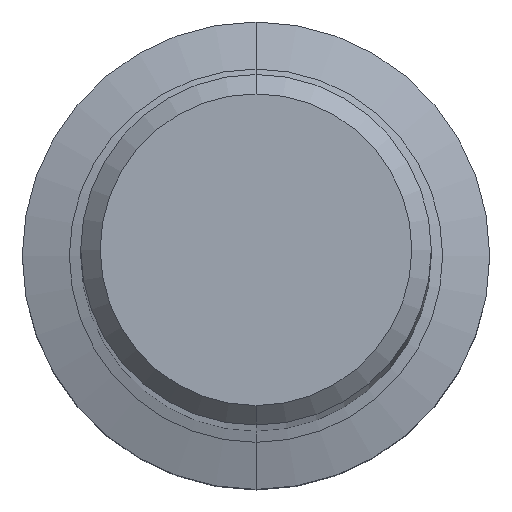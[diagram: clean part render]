
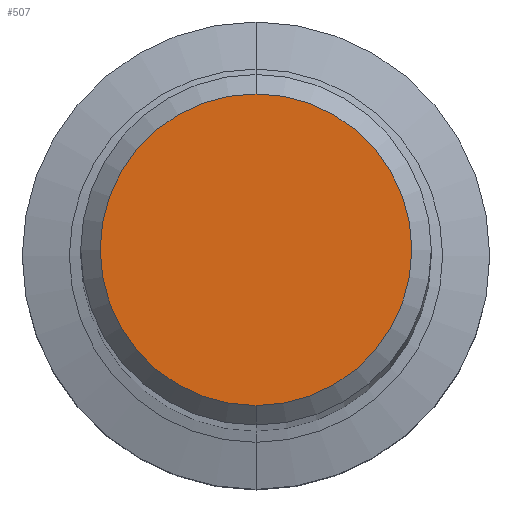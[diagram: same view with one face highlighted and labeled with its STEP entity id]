
A CAD part, top view. The second image highlights one B-rep face of the part: STEP entity #507.
In plain terms, the highlighted planar face has unit normal (0, 0, 1).
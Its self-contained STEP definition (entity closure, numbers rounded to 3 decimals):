
#281=VERTEX_POINT('',#643);
#411=EDGE_CURVE('',#281,#529,#791,.T.);
#471=EDGE_CURVE('',#529,#281,#857,.T.);
#507=ADVANCED_FACE('',(#897),#898,.T.);
#529=VERTEX_POINT('',#921);
#643=CARTESIAN_POINT('',(0.,-4.0,0.0));
#791=CIRCLE('',#1381,4.0);
#857=CIRCLE('',#1464,4.0);
#897=FACE_OUTER_BOUND('',#1542,.T.);
#898=PLANE('',#1543);
#921=CARTESIAN_POINT('',(0.0,4.0,0.0));
#1381=AXIS2_PLACEMENT_3D('',#1928,#1929,#1930);
#1464=AXIS2_PLACEMENT_3D('',#2014,#2015,#2016);
#1542=EDGE_LOOP('',(#2068,#2069));
#1543=AXIS2_PLACEMENT_3D('',#2070,#2071,#2072);
#1928=CARTESIAN_POINT('',(0.0,0.0,0.0));
#1929=DIRECTION('',(0.0,0.0,-1.0));
#1930=DIRECTION('',(0.0,1.0,0.0));
#2014=CARTESIAN_POINT('',(0.0,0.0,0.0));
#2015=DIRECTION('',(0.0,0.0,-1.0));
#2016=DIRECTION('',(0.0,1.0,0.0));
#2068=ORIENTED_EDGE('',*,*,#471,.F.);
#2069=ORIENTED_EDGE('',*,*,#411,.F.);
#2070=CARTESIAN_POINT('',(0.0,2.0,0.0));
#2071=DIRECTION('',(-0.0,0.0,1.0));
#2072=DIRECTION('',(0.0,-1.0,0.0));
